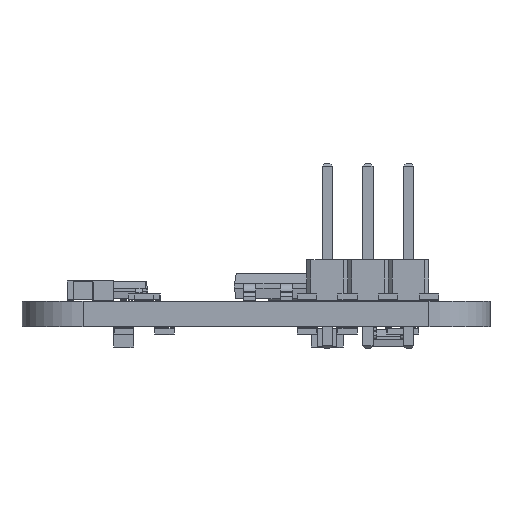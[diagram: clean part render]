
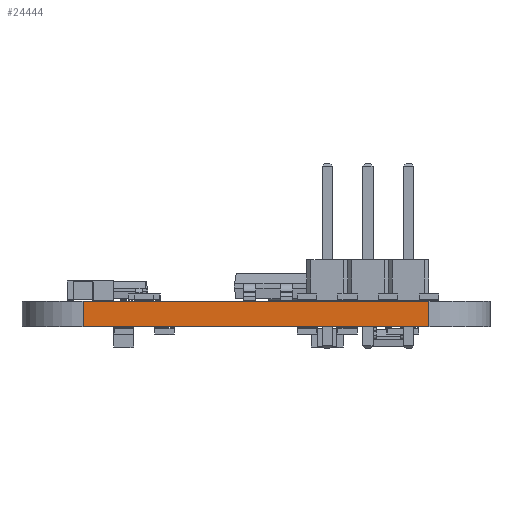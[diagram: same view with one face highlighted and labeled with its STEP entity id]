
A CAD part, left-side view. The second image highlights one B-rep face of the part: STEP entity #24444.
In plain terms, the highlighted planar face has unit normal (-1, 0, 0).
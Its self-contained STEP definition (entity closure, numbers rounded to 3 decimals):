
#22673 = PLANE('',#22674);
#22674 = AXIS2_PLACEMENT_3D('',#22675,#22676,#22677);
#22675 = CARTESIAN_POINT('',(121.285,-86.995,1.6));
#22676 = DIRECTION('',(-0.,-0.,-1.));
#22677 = DIRECTION('',(-1.,0.,0.));
#22727 = PLANE('',#22728);
#22728 = AXIS2_PLACEMENT_3D('',#22729,#22730,#22731);
#22729 = CARTESIAN_POINT('',(121.285,-86.995,0.));
#22730 = DIRECTION('',(-0.,-0.,-1.));
#22731 = DIRECTION('',(-1.,0.,0.));
#22760 = CYLINDRICAL_SURFACE('',#22761,3.81);
#22761 = AXIS2_PLACEMENT_3D('',#22762,#22763,#22764);
#22762 = CARTESIAN_POINT('',(99.06,-76.2,0.));
#22763 = DIRECTION('',(-0.,-0.,-1.));
#22764 = DIRECTION('',(1.,0.,-0.));
#23019 = VERTEX_POINT('',#23020);
#23020 = CARTESIAN_POINT('',(95.25,-97.79,0.));
#23039 = CYLINDRICAL_SURFACE('',#23040,3.81);
#23040 = AXIS2_PLACEMENT_3D('',#23041,#23042,#23043);
#23041 = CARTESIAN_POINT('',(99.06,-97.79,0.));
#23042 = DIRECTION('',(-0.,-0.,-1.));
#23043 = DIRECTION('',(1.,0.,-0.));
#23051 = EDGE_CURVE('',#23019,#23052,#23054,.T.);
#23052 = VERTEX_POINT('',#23053);
#23053 = CARTESIAN_POINT('',(95.25,-76.2,0.));
#23054 = SURFACE_CURVE('',#23055,(#23059,#23066),.PCURVE_S1.);
#23055 = LINE('',#23056,#23057);
#23056 = CARTESIAN_POINT('',(95.25,-97.79,0.));
#23057 = VECTOR('',#23058,1.);
#23058 = DIRECTION('',(0.,1.,0.));
#23059 = PCURVE('',#22727,#23060);
#23060 = DEFINITIONAL_REPRESENTATION('',(#23061),#23065);
#23061 = LINE('',#23062,#23063);
#23062 = CARTESIAN_POINT('',(26.035,-10.795));
#23063 = VECTOR('',#23064,1.);
#23064 = DIRECTION('',(0.,1.));
#23065 = ( GEOMETRIC_REPRESENTATION_CONTEXT(2) 
PARAMETRIC_REPRESENTATION_CONTEXT() REPRESENTATION_CONTEXT('2D SPACE',''
  ) );
#23066 = PCURVE('',#23067,#23072);
#23067 = PLANE('',#23068);
#23068 = AXIS2_PLACEMENT_3D('',#23069,#23070,#23071);
#23069 = CARTESIAN_POINT('',(95.25,-97.79,0.));
#23070 = DIRECTION('',(-1.,0.,0.));
#23071 = DIRECTION('',(0.,1.,0.));
#23072 = DEFINITIONAL_REPRESENTATION('',(#23073),#23077);
#23073 = LINE('',#23074,#23075);
#23074 = CARTESIAN_POINT('',(0.,0.));
#23075 = VECTOR('',#23076,1.);
#23076 = DIRECTION('',(1.,0.));
#23077 = ( GEOMETRIC_REPRESENTATION_CONTEXT(2) 
PARAMETRIC_REPRESENTATION_CONTEXT() REPRESENTATION_CONTEXT('2D SPACE',''
  ) );
#23804 = VERTEX_POINT('',#23805);
#23805 = CARTESIAN_POINT('',(95.25,-97.79,1.6));
#23831 = EDGE_CURVE('',#23804,#23832,#23834,.T.);
#23832 = VERTEX_POINT('',#23833);
#23833 = CARTESIAN_POINT('',(95.25,-76.2,1.6));
#23834 = SURFACE_CURVE('',#23835,(#23839,#23846),.PCURVE_S1.);
#23835 = LINE('',#23836,#23837);
#23836 = CARTESIAN_POINT('',(95.25,-97.79,1.6));
#23837 = VECTOR('',#23838,1.);
#23838 = DIRECTION('',(0.,1.,0.));
#23839 = PCURVE('',#22673,#23840);
#23840 = DEFINITIONAL_REPRESENTATION('',(#23841),#23845);
#23841 = LINE('',#23842,#23843);
#23842 = CARTESIAN_POINT('',(26.035,-10.795));
#23843 = VECTOR('',#23844,1.);
#23844 = DIRECTION('',(0.,1.));
#23845 = ( GEOMETRIC_REPRESENTATION_CONTEXT(2) 
PARAMETRIC_REPRESENTATION_CONTEXT() REPRESENTATION_CONTEXT('2D SPACE',''
  ) );
#23846 = PCURVE('',#23067,#23847);
#23847 = DEFINITIONAL_REPRESENTATION('',(#23848),#23852);
#23848 = LINE('',#23849,#23850);
#23849 = CARTESIAN_POINT('',(0.,-1.6));
#23850 = VECTOR('',#23851,1.);
#23851 = DIRECTION('',(1.,0.));
#23852 = ( GEOMETRIC_REPRESENTATION_CONTEXT(2) 
PARAMETRIC_REPRESENTATION_CONTEXT() REPRESENTATION_CONTEXT('2D SPACE',''
  ) );
#24396 = EDGE_CURVE('',#23052,#23832,#24397,.T.);
#24397 = SURFACE_CURVE('',#24398,(#24402,#24409),.PCURVE_S1.);
#24398 = LINE('',#24399,#24400);
#24399 = CARTESIAN_POINT('',(95.25,-76.2,0.));
#24400 = VECTOR('',#24401,1.);
#24401 = DIRECTION('',(0.,0.,1.));
#24402 = PCURVE('',#22760,#24403);
#24403 = DEFINITIONAL_REPRESENTATION('',(#24404),#24408);
#24404 = LINE('',#24405,#24406);
#24405 = CARTESIAN_POINT('',(-3.142,0.));
#24406 = VECTOR('',#24407,1.);
#24407 = DIRECTION('',(-0.,-1.));
#24408 = ( GEOMETRIC_REPRESENTATION_CONTEXT(2) 
PARAMETRIC_REPRESENTATION_CONTEXT() REPRESENTATION_CONTEXT('2D SPACE',''
  ) );
#24409 = PCURVE('',#23067,#24410);
#24410 = DEFINITIONAL_REPRESENTATION('',(#24411),#24415);
#24411 = LINE('',#24412,#24413);
#24412 = CARTESIAN_POINT('',(21.59,0.));
#24413 = VECTOR('',#24414,1.);
#24414 = DIRECTION('',(0.,-1.));
#24415 = ( GEOMETRIC_REPRESENTATION_CONTEXT(2) 
PARAMETRIC_REPRESENTATION_CONTEXT() REPRESENTATION_CONTEXT('2D SPACE',''
  ) );
#24444 = ADVANCED_FACE('',(#24445),#23067,.T.);
#24445 = FACE_BOUND('',#24446,.T.);
#24446 = EDGE_LOOP('',(#24447,#24468,#24469,#24470));
#24447 = ORIENTED_EDGE('',*,*,#24448,.T.);
#24448 = EDGE_CURVE('',#23019,#23804,#24449,.T.);
#24449 = SURFACE_CURVE('',#24450,(#24454,#24461),.PCURVE_S1.);
#24450 = LINE('',#24451,#24452);
#24451 = CARTESIAN_POINT('',(95.25,-97.79,0.));
#24452 = VECTOR('',#24453,1.);
#24453 = DIRECTION('',(0.,0.,1.));
#24454 = PCURVE('',#23067,#24455);
#24455 = DEFINITIONAL_REPRESENTATION('',(#24456),#24460);
#24456 = LINE('',#24457,#24458);
#24457 = CARTESIAN_POINT('',(0.,0.));
#24458 = VECTOR('',#24459,1.);
#24459 = DIRECTION('',(0.,-1.));
#24460 = ( GEOMETRIC_REPRESENTATION_CONTEXT(2) 
PARAMETRIC_REPRESENTATION_CONTEXT() REPRESENTATION_CONTEXT('2D SPACE',''
  ) );
#24461 = PCURVE('',#23039,#24462);
#24462 = DEFINITIONAL_REPRESENTATION('',(#24463),#24467);
#24463 = LINE('',#24464,#24465);
#24464 = CARTESIAN_POINT('',(-3.142,0.));
#24465 = VECTOR('',#24466,1.);
#24466 = DIRECTION('',(-0.,-1.));
#24467 = ( GEOMETRIC_REPRESENTATION_CONTEXT(2) 
PARAMETRIC_REPRESENTATION_CONTEXT() REPRESENTATION_CONTEXT('2D SPACE',''
  ) );
#24468 = ORIENTED_EDGE('',*,*,#23831,.T.);
#24469 = ORIENTED_EDGE('',*,*,#24396,.F.);
#24470 = ORIENTED_EDGE('',*,*,#23051,.F.);
